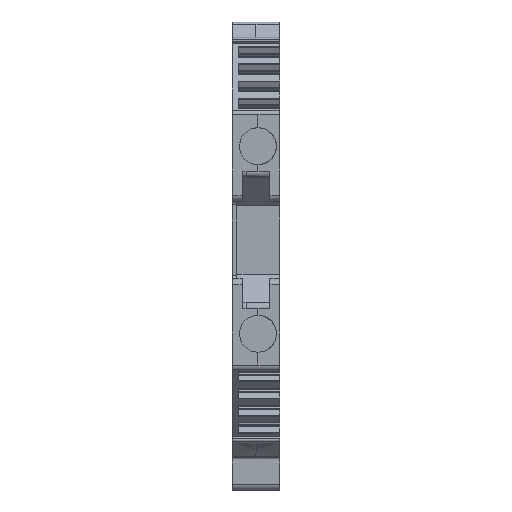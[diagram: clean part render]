
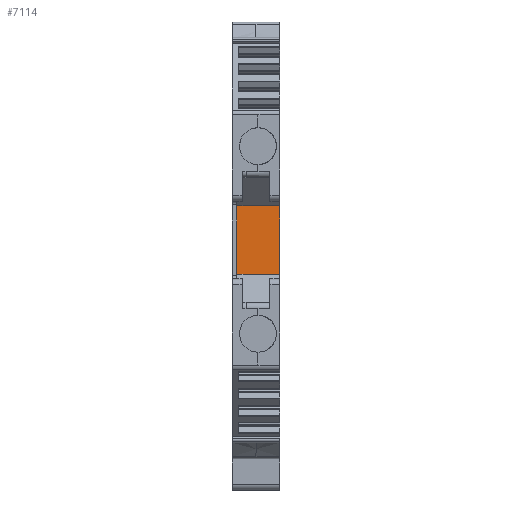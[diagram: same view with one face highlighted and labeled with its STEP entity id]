
A CAD part, top view. The second image highlights one B-rep face of the part: STEP entity #7114.
In plain terms, the highlighted planar face has unit normal (0, 0, 1).
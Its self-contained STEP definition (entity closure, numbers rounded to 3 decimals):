
#7087=AXIS2_PLACEMENT_3D('Plane Axis2P3D',#7084,#7085,#7086) ;
#7062=CARTESIAN_POINT('Vertex',(0.6,36.4,27.811)) ;
#7065=CARTESIAN_POINT('Line Origine',(3.35,36.4,27.811)) ;
#7069=CARTESIAN_POINT('Vertex',(6.1,36.4,27.811)) ;
#7084=CARTESIAN_POINT('Axis2P3D Location',(6.1,24.,27.811)) ;
#7089=CARTESIAN_POINT('Line Origine',(3.35,27.6,27.811)) ;
#7093=CARTESIAN_POINT('Vertex',(6.1,27.6,27.811)) ;
#7095=CARTESIAN_POINT('Vertex',(0.6,27.6,27.811)) ;
#7098=CARTESIAN_POINT('Line Origine',(6.1,32.,27.811)) ;
#7103=CARTESIAN_POINT('Line Origine',(0.6,32.,27.811)) ;
#7066=DIRECTION('Vector Direction',(-1.,0.,0.)) ;
#7085=DIRECTION('Axis2P3D Direction',(0.,0.,1.)) ;
#7086=DIRECTION('Axis2P3D XDirection',(0.,1.,0.)) ;
#7090=DIRECTION('Vector Direction',(-1.,0.,0.)) ;
#7099=DIRECTION('Vector Direction',(0.,1.,0.)) ;
#7104=DIRECTION('Vector Direction',(0.,1.,0.)) ;
#7067=VECTOR('Line Direction',#7066,1.) ;
#7091=VECTOR('Line Direction',#7090,1.) ;
#7100=VECTOR('Line Direction',#7099,1.) ;
#7105=VECTOR('Line Direction',#7104,1.) ;
#7109=ORIENTED_EDGE('',*,*,#7097,.F.) ;
#7110=ORIENTED_EDGE('',*,*,#7102,.T.) ;
#7111=ORIENTED_EDGE('',*,*,#7071,.T.) ;
#7112=ORIENTED_EDGE('',*,*,#7107,.F.) ;
#7114=ADVANCED_FACE('KLTR',(#7113),#7088,.T.) ;
#7071=EDGE_CURVE('',#7070,#7063,#7068,.T.) ;
#7097=EDGE_CURVE('',#7094,#7096,#7092,.T.) ;
#7102=EDGE_CURVE('',#7094,#7070,#7101,.T.) ;
#7107=EDGE_CURVE('',#7096,#7063,#7106,.T.) ;
#7108=EDGE_LOOP('',(#7109,#7110,#7111,#7112)) ;
#7113=FACE_OUTER_BOUND('',#7108,.T.) ;
#7068=LINE('Line',#7065,#7067) ;
#7092=LINE('Line',#7089,#7091) ;
#7101=LINE('Line',#7098,#7100) ;
#7106=LINE('Line',#7103,#7105) ;
#7088=PLANE('',#7087) ;
#7063=VERTEX_POINT('',#7062) ;
#7070=VERTEX_POINT('',#7069) ;
#7094=VERTEX_POINT('',#7093) ;
#7096=VERTEX_POINT('',#7095) ;
